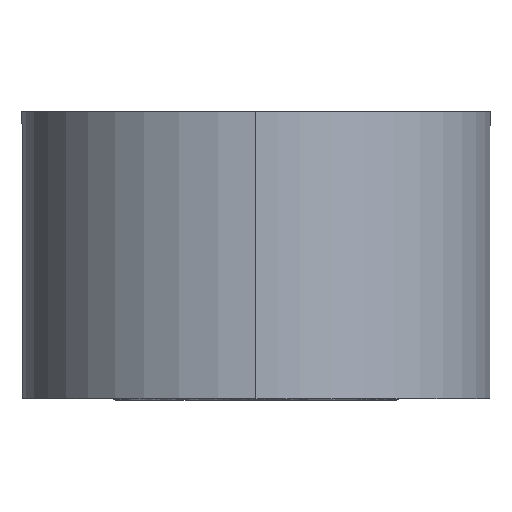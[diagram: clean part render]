
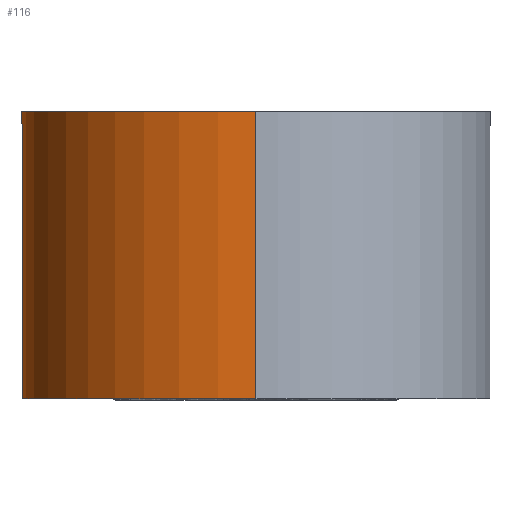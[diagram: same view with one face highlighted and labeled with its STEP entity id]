
A CAD part, left-side view. The second image highlights one B-rep face of the part: STEP entity #116.
In plain terms, the highlighted free-form (B-spline) face has degree [1, 2] with [2, 5] control points.
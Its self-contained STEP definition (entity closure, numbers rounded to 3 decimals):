
#116=ADVANCED_FACE('',(#224),#1528,.T.);
#224=FACE_OUTER_BOUND('',#343,.T.);
#343=EDGE_LOOP('',(#643,#644,#645,#646));
#643=ORIENTED_EDGE('',*,*,#980,.F.);
#644=ORIENTED_EDGE('',*,*,#979,.T.);
#645=ORIENTED_EDGE('',*,*,#981,.T.);
#646=ORIENTED_EDGE('',*,*,#1051,.F.);
#979=EDGE_CURVE('',#1397,#1387,#1295,.T.);
#980=EDGE_CURVE('',#1397,#1441,#1163,.T.);
#981=EDGE_CURVE('',#1387,#1389,#1164,.T.);
#1051=EDGE_CURVE('',#1441,#1389,#1320,.T.);
#1163=(
BOUNDED_CURVE()
B_SPLINE_CURVE(2,(#3583,#3584,#3585,#3586,#3587),.UNSPECIFIED.,.F.,.F.)
B_SPLINE_CURVE_WITH_KNOTS((3,2,3),(0.,62.832,125.664),
 .UNSPECIFIED.)
CURVE()
GEOMETRIC_REPRESENTATION_ITEM()
RATIONAL_B_SPLINE_CURVE((1.,0.707,1.,0.707,1.))
REPRESENTATION_ITEM('')
);
#1164=(
BOUNDED_CURVE()
B_SPLINE_CURVE(2,(#3588,#3589,#3590,#3591,#3592),.UNSPECIFIED.,.F.,.F.)
B_SPLINE_CURVE_WITH_KNOTS((3,2,3),(0.,62.832,125.664),
 .UNSPECIFIED.)
CURVE()
GEOMETRIC_REPRESENTATION_ITEM()
RATIONAL_B_SPLINE_CURVE((1.,0.707,1.,0.707,1.))
REPRESENTATION_ITEM('')
);
#1295=B_SPLINE_CURVE_WITH_KNOTS('',1,(#3581,#3582),.UNSPECIFIED.,.F.,.F.,
(2,2),(153.627,202.627),.UNSPECIFIED.);
#1320=B_SPLINE_CURVE_WITH_KNOTS('',1,(#4000,#4001),.UNSPECIFIED.,.F.,.F.,
(2,2),(153.627,202.627),.UNSPECIFIED.);
#1387=VERTEX_POINT('',#3414);
#1389=VERTEX_POINT('',#3416);
#1397=VERTEX_POINT('',#3424);
#1441=VERTEX_POINT('',#3468);
#1528=(
BOUNDED_SURFACE()
B_SPLINE_SURFACE(1,2,((#2966,#2967,#2968,#2969,#2970),(#2971,#2972,#2973,
#2974,#2975)),.UNSPECIFIED.,.F.,.F.,.F.)
B_SPLINE_SURFACE_WITH_KNOTS((2,2),(3,2,3),(153.627,202.627),
(0.,62.832,125.664),.UNSPECIFIED.)
GEOMETRIC_REPRESENTATION_ITEM()
RATIONAL_B_SPLINE_SURFACE(((1.,0.707,1.,0.707,1.),
(1.,0.707,1.,0.707,1.)))
REPRESENTATION_ITEM('')
SURFACE()
);
#2966=CARTESIAN_POINT('',(-640.,0.,-49.));
#2967=CARTESIAN_POINT('',(-640.,40.,-49.));
#2968=CARTESIAN_POINT('',(-600.,40.,-49.));
#2969=CARTESIAN_POINT('',(-560.,40.,-49.));
#2970=CARTESIAN_POINT('',(-560.,0.,-49.));
#2971=CARTESIAN_POINT('',(-640.,0.,0.));
#2972=CARTESIAN_POINT('',(-640.,40.,0.));
#2973=CARTESIAN_POINT('',(-600.,40.,0.));
#2974=CARTESIAN_POINT('',(-560.,40.,0.));
#2975=CARTESIAN_POINT('',(-560.,0.,0.));
#3414=CARTESIAN_POINT('',(-640.,0.,0.));
#3416=CARTESIAN_POINT('',(-560.,0.,0.));
#3424=CARTESIAN_POINT('',(-640.,0.,-49.));
#3468=CARTESIAN_POINT('',(-560.,0.,-49.));
#3581=CARTESIAN_POINT('',(-640.,0.,-49.));
#3582=CARTESIAN_POINT('',(-640.,0.,0.));
#3583=CARTESIAN_POINT('',(-640.,0.,-49.));
#3584=CARTESIAN_POINT('',(-640.,40.,-49.));
#3585=CARTESIAN_POINT('',(-600.,40.,-49.));
#3586=CARTESIAN_POINT('',(-560.,40.,-49.));
#3587=CARTESIAN_POINT('',(-560.,0.,-49.));
#3588=CARTESIAN_POINT('',(-640.,0.,0.));
#3589=CARTESIAN_POINT('',(-640.,40.,0.));
#3590=CARTESIAN_POINT('',(-600.,40.,0.));
#3591=CARTESIAN_POINT('',(-560.,40.,0.));
#3592=CARTESIAN_POINT('',(-560.,0.,0.));
#4000=CARTESIAN_POINT('',(-560.,0.,-49.));
#4001=CARTESIAN_POINT('',(-560.,0.,0.));
